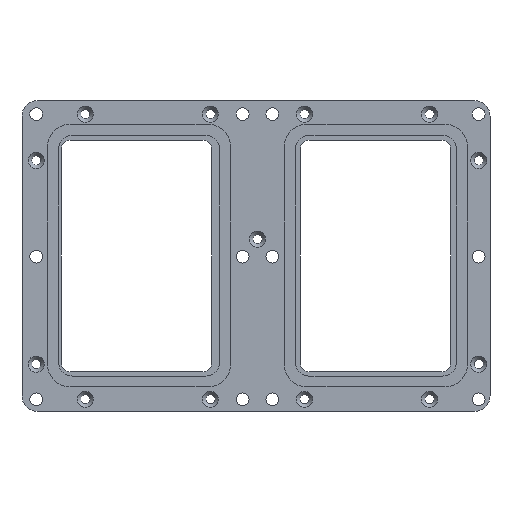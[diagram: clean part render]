
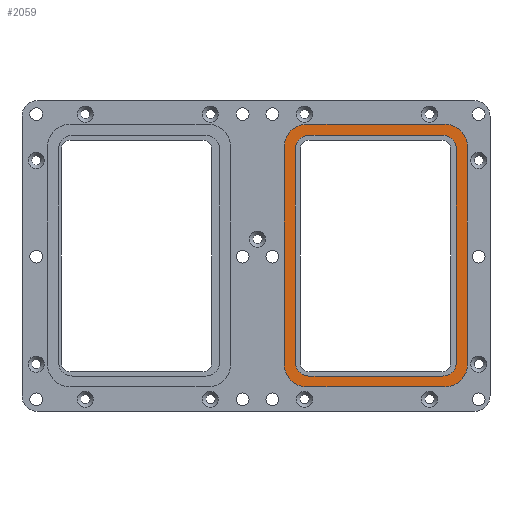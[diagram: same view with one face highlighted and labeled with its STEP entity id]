
A CAD part, front view. The second image highlights one B-rep face of the part: STEP entity #2059.
In plain terms, the highlighted planar face has unit normal (0, -1, 0).
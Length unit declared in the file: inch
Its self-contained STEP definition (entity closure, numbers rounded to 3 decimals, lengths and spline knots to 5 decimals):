
#33=FACE_BOUND('',#435,.T.);
#107=CIRCLE('',#2177,0.195);
#109=CIRCLE('',#2181,0.195);
#111=CIRCLE('',#2185,0.195);
#113=CIRCLE('',#2189,0.195);
#115=CIRCLE('',#2193,0.321);
#117=CIRCLE('',#2197,0.321);
#119=CIRCLE('',#2201,0.321);
#121=CIRCLE('',#2205,0.321);
#333=FACE_OUTER_BOUND('',#434,.T.);
#434=EDGE_LOOP('',(#1522,#1523,#1524,#1525,#1526,#1527,#1528,#1529));
#435=EDGE_LOOP('',(#1530,#1531,#1532,#1533,#1534,#1535,#1536,#1537));
#592=LINE('',#3175,#742);
#597=LINE('',#3188,#747);
#601=LINE('',#3200,#751);
#605=LINE('',#3212,#755);
#608=LINE('',#3223,#758);
#613=LINE('',#3236,#763);
#617=LINE('',#3248,#767);
#621=LINE('',#3260,#771);
#742=VECTOR('',#2505,0.3937);
#747=VECTOR('',#2518,0.3937);
#751=VECTOR('',#2530,0.3937);
#755=VECTOR('',#2542,0.3937);
#758=VECTOR('',#2553,0.3937);
#763=VECTOR('',#2566,0.3937);
#767=VECTOR('',#2578,0.3937);
#771=VECTOR('',#2590,0.3937);
#892=VERTEX_POINT('',#3172);
#893=VERTEX_POINT('',#3174);
#895=VERTEX_POINT('',#3180);
#897=VERTEX_POINT('',#3186);
#899=VERTEX_POINT('',#3192);
#901=VERTEX_POINT('',#3198);
#903=VERTEX_POINT('',#3204);
#905=VERTEX_POINT('',#3210);
#908=VERTEX_POINT('',#3220);
#909=VERTEX_POINT('',#3222);
#911=VERTEX_POINT('',#3228);
#913=VERTEX_POINT('',#3234);
#915=VERTEX_POINT('',#3240);
#917=VERTEX_POINT('',#3246);
#919=VERTEX_POINT('',#3252);
#921=VERTEX_POINT('',#3258);
#1121=EDGE_CURVE('',#892,#893,#592,.T.);
#1125=EDGE_CURVE('',#895,#892,#107,.T.);
#1128=EDGE_CURVE('',#897,#895,#597,.T.);
#1131=EDGE_CURVE('',#899,#897,#109,.T.);
#1134=EDGE_CURVE('',#901,#899,#601,.T.);
#1137=EDGE_CURVE('',#903,#901,#111,.T.);
#1140=EDGE_CURVE('',#905,#903,#605,.T.);
#1142=EDGE_CURVE('',#893,#905,#113,.T.);
#1145=EDGE_CURVE('',#908,#909,#608,.T.);
#1149=EDGE_CURVE('',#911,#908,#115,.T.);
#1152=EDGE_CURVE('',#913,#911,#613,.T.);
#1155=EDGE_CURVE('',#915,#913,#117,.T.);
#1158=EDGE_CURVE('',#917,#915,#617,.T.);
#1161=EDGE_CURVE('',#919,#917,#119,.T.);
#1164=EDGE_CURVE('',#921,#919,#621,.T.);
#1166=EDGE_CURVE('',#909,#921,#121,.T.);
#1522=ORIENTED_EDGE('',*,*,#1166,.F.);
#1523=ORIENTED_EDGE('',*,*,#1145,.F.);
#1524=ORIENTED_EDGE('',*,*,#1149,.F.);
#1525=ORIENTED_EDGE('',*,*,#1152,.F.);
#1526=ORIENTED_EDGE('',*,*,#1155,.F.);
#1527=ORIENTED_EDGE('',*,*,#1158,.F.);
#1528=ORIENTED_EDGE('',*,*,#1161,.F.);
#1529=ORIENTED_EDGE('',*,*,#1164,.F.);
#1530=ORIENTED_EDGE('',*,*,#1142,.F.);
#1531=ORIENTED_EDGE('',*,*,#1121,.F.);
#1532=ORIENTED_EDGE('',*,*,#1125,.F.);
#1533=ORIENTED_EDGE('',*,*,#1128,.F.);
#1534=ORIENTED_EDGE('',*,*,#1131,.F.);
#1535=ORIENTED_EDGE('',*,*,#1134,.F.);
#1536=ORIENTED_EDGE('',*,*,#1137,.F.);
#1537=ORIENTED_EDGE('',*,*,#1140,.F.);
#2009=PLANE('',#2206);
#2059=ADVANCED_FACE('',(#333,#33),#2009,.F.);
#2177=AXIS2_PLACEMENT_3D('',#3182,#2512,#2513);
#2181=AXIS2_PLACEMENT_3D('',#3194,#2524,#2525);
#2185=AXIS2_PLACEMENT_3D('',#3206,#2536,#2537);
#2189=AXIS2_PLACEMENT_3D('',#3215,#2547,#2548);
#2193=AXIS2_PLACEMENT_3D('',#3230,#2560,#2561);
#2197=AXIS2_PLACEMENT_3D('',#3242,#2572,#2573);
#2201=AXIS2_PLACEMENT_3D('',#3254,#2584,#2585);
#2205=AXIS2_PLACEMENT_3D('',#3263,#2595,#2596);
#2206=AXIS2_PLACEMENT_3D('',#3264,#2597,#2598);
#2505=DIRECTION('',(-1.,0.,0.));
#2512=DIRECTION('center_axis',(0.,-1.,0.));
#2513=DIRECTION('ref_axis',(0.,0.,1.));
#2518=DIRECTION('',(0.,0.,1.));
#2524=DIRECTION('center_axis',(0.,-1.,0.));
#2525=DIRECTION('ref_axis',(1.,0.,0.));
#2530=DIRECTION('',(1.,0.,0.));
#2536=DIRECTION('center_axis',(0.,-1.,0.));
#2537=DIRECTION('ref_axis',(0.,0.,-1.));
#2542=DIRECTION('',(0.,0.,-1.));
#2547=DIRECTION('center_axis',(0.,-1.,0.));
#2548=DIRECTION('ref_axis',(-1.,0.,0.));
#2553=DIRECTION('',(0.,0.,1.));
#2560=DIRECTION('center_axis',(0.,1.,0.));
#2561=DIRECTION('ref_axis',(0.,0.,-1.));
#2566=DIRECTION('',(-1.,0.,0.));
#2572=DIRECTION('center_axis',(0.,1.,0.));
#2573=DIRECTION('ref_axis',(1.,0.,0.));
#2578=DIRECTION('',(0.,0.,-1.));
#2584=DIRECTION('center_axis',(0.,1.,0.));
#2585=DIRECTION('ref_axis',(0.,0.,1.));
#2590=DIRECTION('',(1.,0.,0.));
#2595=DIRECTION('center_axis',(0.,1.,0.));
#2596=DIRECTION('ref_axis',(-1.,0.,0.));
#2597=DIRECTION('center_axis',(0.,1.,0.));
#2598=DIRECTION('ref_axis',(1.,0.,0.));
#3172=CARTESIAN_POINT('',(2.6675,0.026,1.55405));
#3174=CARTESIAN_POINT('',(0.7635,0.026,1.55405));
#3175=CARTESIAN_POINT('',(0.7635,0.026,1.55405));
#3180=CARTESIAN_POINT('',(2.8625,0.026,1.35905));
#3182=CARTESIAN_POINT('Origin',(2.6675,0.026,1.35905));
#3186=CARTESIAN_POINT('',(2.8625,0.026,-1.67895));
#3188=CARTESIAN_POINT('',(2.8625,0.026,1.35905));
#3192=CARTESIAN_POINT('',(2.6675,0.026,-1.87395));
#3194=CARTESIAN_POINT('Origin',(2.6675,0.026,-1.67895));
#3198=CARTESIAN_POINT('',(0.7635,0.026,-1.87395));
#3200=CARTESIAN_POINT('',(2.6675,0.026,-1.87395));
#3204=CARTESIAN_POINT('',(0.5685,0.026,-1.67895));
#3206=CARTESIAN_POINT('Origin',(0.7635,0.026,-1.67895));
#3210=CARTESIAN_POINT('',(0.5685,0.026,1.35905));
#3212=CARTESIAN_POINT('',(0.5685,0.026,-1.67895));
#3215=CARTESIAN_POINT('Origin',(0.7635,0.026,1.35905));
#3220=CARTESIAN_POINT('',(0.4125,0.026,-1.70895));
#3222=CARTESIAN_POINT('',(0.4125,0.026,1.38905));
#3223=CARTESIAN_POINT('',(0.4125,0.026,-1.70895));
#3228=CARTESIAN_POINT('',(0.7335,0.026,-2.02995));
#3230=CARTESIAN_POINT('Origin',(0.7335,0.026,-1.70895));
#3234=CARTESIAN_POINT('',(2.6975,0.026,-2.02995));
#3236=CARTESIAN_POINT('',(2.6975,0.026,-2.02995));
#3240=CARTESIAN_POINT('',(3.0185,0.026,-1.70895));
#3242=CARTESIAN_POINT('Origin',(2.6975,0.026,-1.70895));
#3246=CARTESIAN_POINT('',(3.0185,0.026,1.38905));
#3248=CARTESIAN_POINT('',(3.0185,0.026,1.38905));
#3252=CARTESIAN_POINT('',(2.6975,0.026,1.71005));
#3254=CARTESIAN_POINT('Origin',(2.6975,0.026,1.38905));
#3258=CARTESIAN_POINT('',(0.7335,0.026,1.71005));
#3260=CARTESIAN_POINT('',(0.7335,0.026,1.71005));
#3263=CARTESIAN_POINT('Origin',(0.7335,0.026,1.38905));
#3264=CARTESIAN_POINT('Origin',(1.7155,0.026,-0.15995));
